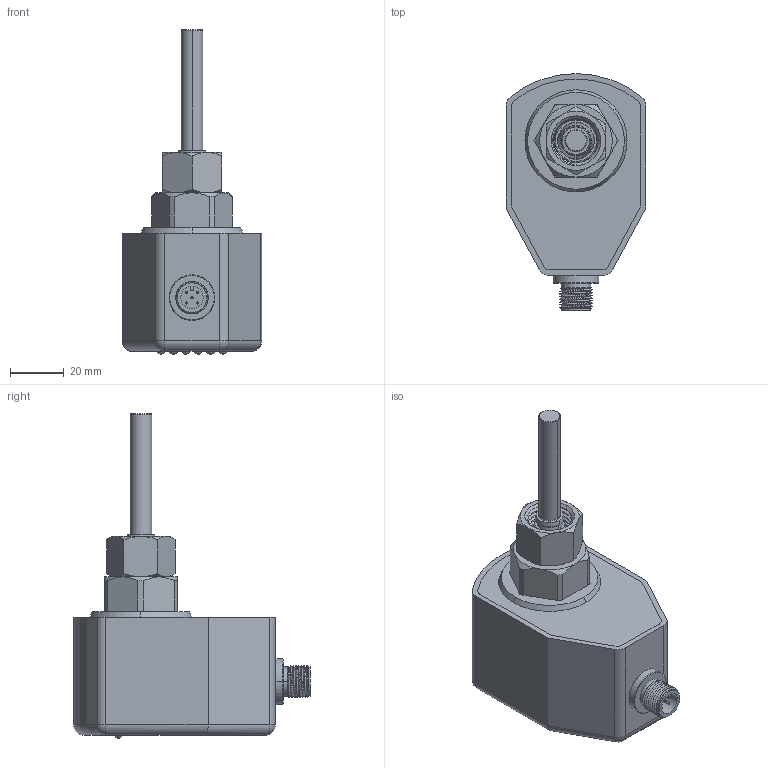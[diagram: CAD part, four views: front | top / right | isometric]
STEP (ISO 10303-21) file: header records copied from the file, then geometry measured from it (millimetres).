
FILE_DESCRIPTION (( 'STEP AP214' ), '1' );
FILE_NAME ('FS100-M18KM60-3D.STEP', '2021-10-21T01:55:47', ( '' ), ( '' ), 'SwSTEP 2.0', 'SolidWorks 2018', '' );
FILE_SCHEMA (( 'AUTOMOTIVE_DESIGN' ));
Length unit declared in the file: millimetre
Products named in the file (7): FS100-01-01.stp; FS-M18K-LM.stp; KYF12J5Z-M12-O-Q.stp; FS-M18K-01-3D.stp; FS100-M18KM60-3D; FS100-M18KM60-3D.stp; FS100-01.stp
Assembly tree (6 placements, depth 3):
  FS100-M18KM60-3D
    FS100-M18KM60-3D.stp
      FS100-01.stp
      KYF12J5Z-M12-O-Q.stp
      FS100-01-01.stp
      FS-M18K-01-3D.stp
      FS-M18K-LM.stp
Bounding box: 52 x 88 x 120.6 mm (x, y, z)
Volume: 60357.6 mm3; surface area: 43653.3 mm2
Topology: 5 solids, 5 shells, 869 faces, 2298 edges, 1495 vertices
Faces by surface type: plane 586, cylinder 151, cone 73, sphere 33, bspline 17, torus 9
Entity records: 30234 total; most frequent: CARTESIAN_POINT 8936, ORIENTED_EDGE 4452, DIRECTION 4153, EDGE_CURVE 2226, VECTOR 1659, LINE 1659, VERTEX_POINT 1455, AXIS2_PLACEMENT_3D 1247
